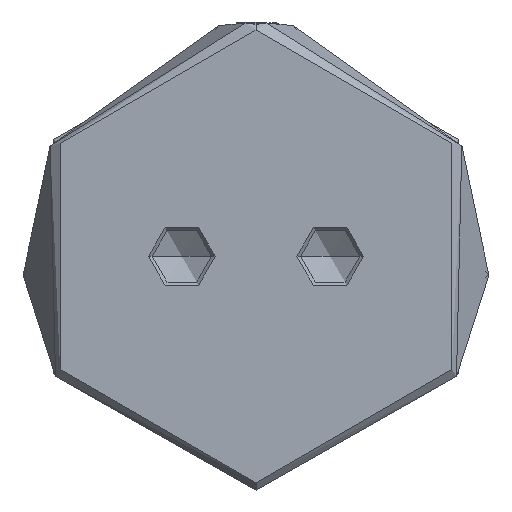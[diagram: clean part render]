
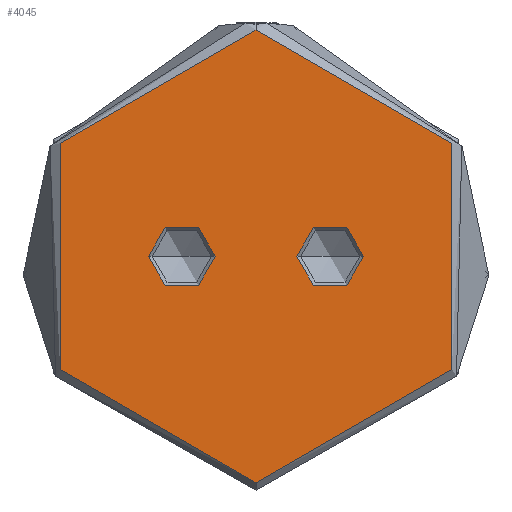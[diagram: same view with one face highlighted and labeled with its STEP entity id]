
A CAD part, front view. The second image highlights one B-rep face of the part: STEP entity #4045.
In plain terms, the highlighted face is planar.
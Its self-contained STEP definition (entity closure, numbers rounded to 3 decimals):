
#321 = CARTESIAN_POINT ( 'NONE',  ( 0., -5.5, 0. ) ) ;
#388 = DIRECTION ( 'NONE',  ( 0., 0., -1. ) ) ;
#652 = AXIS2_PLACEMENT_3D ( 'NONE', #3614, #7997, #4239 ) ;
#871 = EDGE_CURVE ( 'NONE', #1795, #6105, #3699, .T. ) ;
#895 = DIRECTION ( 'NONE',  ( 0., 0., 1. ) ) ;
#913 = FACE_BOUND ( 'NONE', #7079, .T. ) ;
#1216 = DIRECTION ( 'NONE',  ( 1., 0., 0. ) ) ;
#1264 = EDGE_CURVE ( 'NONE', #6495, #3952, #7550, .T. ) ;
#1335 = FACE_BOUND ( 'NONE', #7890, .T. ) ;
#1536 = EDGE_CURVE ( 'NONE', #6105, #1795, #5169, .T. ) ;
#1551 = ORIENTED_EDGE ( 'NONE', *, *, #4805, .F. ) ;
#1632 = AXIS2_PLACEMENT_3D ( 'NONE', #4235, #388, #4863 ) ;
#1718 = DIRECTION ( 'NONE',  ( 0., 0., 1. ) ) ;
#1795 = VERTEX_POINT ( 'NONE', #7205 ) ;
#1836 = PLANE ( 'NONE',  #4136 ) ;
#1865 = AXIS2_PLACEMENT_3D ( 'NONE', #4737, #895, #4102 ) ;
#1915 = CIRCLE ( 'NONE', #1632, 4.5 ) ;
#2034 = DIRECTION ( 'NONE',  ( 0., 0., 1. ) ) ;
#2239 = ORIENTED_EDGE ( 'NONE', *, *, #1536, .T. ) ;
#2279 = CARTESIAN_POINT ( 'NONE',  ( 0., 0., 0. ) ) ;
#2469 = DIRECTION ( 'NONE',  ( -1., 0., 0. ) ) ;
#2837 = FACE_OUTER_BOUND ( 'NONE', #4541, .T. ) ;
#2976 = CARTESIAN_POINT ( 'NONE',  ( -30.5, 0., 0. ) ) ;
#3285 = ORIENTED_EDGE ( 'NONE', *, *, #5782, .T. ) ;
#3614 = CARTESIAN_POINT ( 'NONE',  ( 0., -10., 0. ) ) ;
#3699 = CIRCLE ( 'NONE', #1865, 30.5 ) ;
#3785 = AXIS2_PLACEMENT_3D ( 'NONE', #5523, #1718, #6156 ) ;
#3952 = VERTEX_POINT ( 'NONE', #8070 ) ;
#4045 = ADVANCED_FACE ( 'NONE', ( #2837, #1335, #913 ), #1836, .F. ) ;
#4102 = DIRECTION ( 'NONE',  ( 1., 0., 0. ) ) ;
#4136 = AXIS2_PLACEMENT_3D ( 'NONE', #7526, #6272, #2469 ) ;
#4202 = CARTESIAN_POINT ( 'NONE',  ( 0., 5.5, 0. ) ) ;
#4235 = CARTESIAN_POINT ( 'NONE',  ( 0., -10., 0. ) ) ;
#4239 = DIRECTION ( 'NONE',  ( 0., 1., 0. ) ) ;
#4541 = EDGE_LOOP ( 'NONE', ( #2239, #5832 ) ) ;
#4737 = CARTESIAN_POINT ( 'NONE',  ( 0., 0., 0. ) ) ;
#4783 = EDGE_CURVE ( 'NONE', #5389, #6200, #1915, .T. ) ;
#4804 = ORIENTED_EDGE ( 'NONE', *, *, #1264, .F. ) ;
#4805 = EDGE_CURVE ( 'NONE', #3952, #6495, #8231, .T. ) ;
#4809 = ORIENTED_EDGE ( 'NONE', *, *, #4783, .T. ) ;
#4863 = DIRECTION ( 'NONE',  ( 0., 1., 0. ) ) ;
#4957 = AXIS2_PLACEMENT_3D ( 'NONE', #7312, #7200, #7050 ) ;
#5169 = CIRCLE ( 'NONE', #6902, 30.5 ) ;
#5389 = VERTEX_POINT ( 'NONE', #7707 ) ;
#5523 = CARTESIAN_POINT ( 'NONE',  ( 0., 10., 0. ) ) ;
#5782 = EDGE_CURVE ( 'NONE', #6200, #5389, #7054, .T. ) ;
#5832 = ORIENTED_EDGE ( 'NONE', *, *, #871, .T. ) ;
#6105 = VERTEX_POINT ( 'NONE', #2976 ) ;
#6156 = DIRECTION ( 'NONE',  ( 0., -1., 0. ) ) ;
#6200 = VERTEX_POINT ( 'NONE', #321 ) ;
#6272 = DIRECTION ( 'NONE',  ( 0., 0., -1. ) ) ;
#6495 = VERTEX_POINT ( 'NONE', #4202 ) ;
#6902 = AXIS2_PLACEMENT_3D ( 'NONE', #2279, #2034, #1216 ) ;
#7050 = DIRECTION ( 'NONE',  ( 0., -1., 0. ) ) ;
#7054 = CIRCLE ( 'NONE', #652, 4.5 ) ;
#7079 = EDGE_LOOP ( 'NONE', ( #3285, #4809 ) ) ;
#7200 = DIRECTION ( 'NONE',  ( 0., 0., 1. ) ) ;
#7205 = CARTESIAN_POINT ( 'NONE',  ( 30.5, 0., 0. ) ) ;
#7312 = CARTESIAN_POINT ( 'NONE',  ( 0., 10., 0. ) ) ;
#7526 = CARTESIAN_POINT ( 'NONE',  ( 0., 0., 0. ) ) ;
#7550 = CIRCLE ( 'NONE', #4957, 4.5 ) ;
#7707 = CARTESIAN_POINT ( 'NONE',  ( 0., -14.5, 0. ) ) ;
#7890 = EDGE_LOOP ( 'NONE', ( #4804, #1551 ) ) ;
#7997 = DIRECTION ( 'NONE',  ( 0., 0., -1. ) ) ;
#8070 = CARTESIAN_POINT ( 'NONE',  ( 0., 14.5, 0. ) ) ;
#8231 = CIRCLE ( 'NONE', #3785, 4.5 ) ;
